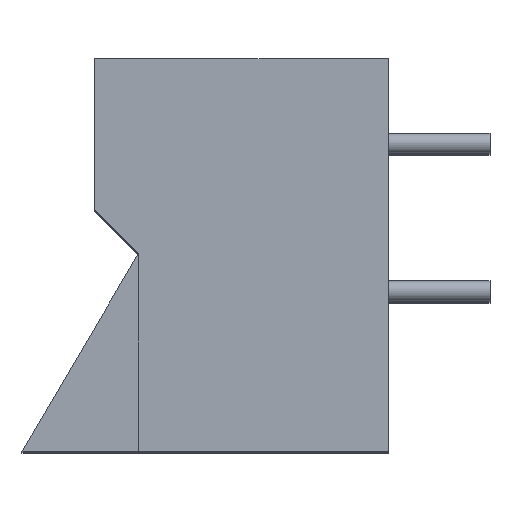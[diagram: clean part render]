
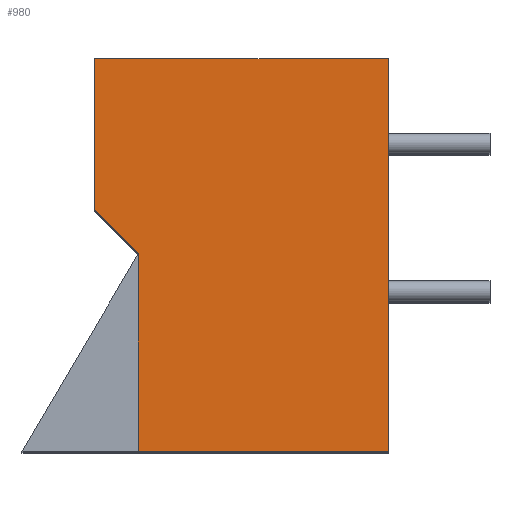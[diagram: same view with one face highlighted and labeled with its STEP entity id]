
A CAD part, top view. The second image highlights one B-rep face of the part: STEP entity #980.
In plain terms, the highlighted planar face has unit normal (0, 0, 1).
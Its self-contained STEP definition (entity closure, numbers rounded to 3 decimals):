
#980=ADVANCED_FACE('',(#1639),#1641,.T.);
#1639=FACE_BOUND('',#1640,.T.);
#1640=EDGE_LOOP('',(#2113,#2114,#2115,#2116,#2117,#2118));
#1641=PLANE('',#1642);
#1642=AXIS2_PLACEMENT_3D('',#1643,#1644,#1645);
#1643=CARTESIAN_POINT('',(0.,0.,0.));
#1644=DIRECTION('',(0.,0.,1.));
#1645=DIRECTION('',(1.,0.,0.));
#2113=ORIENTED_EDGE('',*,*,#2362,.T.);
#2114=ORIENTED_EDGE('',*,*,#2366,.T.);
#2115=ORIENTED_EDGE('',*,*,#2369,.T.);
#2116=ORIENTED_EDGE('',*,*,#2372,.T.);
#2117=ORIENTED_EDGE('',*,*,#2375,.T.);
#2118=ORIENTED_EDGE('',*,*,#2377,.T.);
#2362=EDGE_CURVE('',#2604,#2602,#2605,.T.);
#2366=EDGE_CURVE('',#2602,#2609,#2611,.T.);
#2369=EDGE_CURVE('',#2609,#2614,#2616,.T.);
#2372=EDGE_CURVE('',#2614,#2619,#2621,.T.);
#2375=EDGE_CURVE('',#2619,#2624,#2626,.T.);
#2377=EDGE_CURVE('',#2624,#2604,#2628,.T.);
#2602=VERTEX_POINT('',#3095);
#2604=VERTEX_POINT('',#3099);
#2605=LINE('',#3100,#3101);
#2609=VERTEX_POINT('',#3110);
#2611=LINE('',#3114,#3115);
#2614=VERTEX_POINT('',#3121);
#2616=LINE('',#3125,#3126);
#2619=VERTEX_POINT('',#3132);
#2621=LINE('',#3136,#3137);
#2624=VERTEX_POINT('',#3143);
#2626=LINE('',#3147,#3148);
#2628=LINE('',#3153,#3154);
#3095=CARTESIAN_POINT('',(10.1,0.,0.));
#3099=CARTESIAN_POINT('',(10.1,-13.513,0.));
#3100=CARTESIAN_POINT('',(10.1,-13.513,0.));
#3101=VECTOR('',#3102,1.);
#3102=DIRECTION('',(0.,1.,0.));
#3110=CARTESIAN_POINT('',(0.,0.,0.));
#3114=CARTESIAN_POINT('',(10.1,0.,0.));
#3115=VECTOR('',#3116,1.);
#3116=DIRECTION('',(-1.,0.,0.));
#3121=CARTESIAN_POINT('',(0.,-5.19,0.));
#3125=CARTESIAN_POINT('',(0.,0.,0.));
#3126=VECTOR('',#3127,1.);
#3127=DIRECTION('',(0.,-1.,0.));
#3132=CARTESIAN_POINT('',(1.5,-6.713,0.));
#3136=CARTESIAN_POINT('',(0.,-5.19,0.));
#3137=VECTOR('',#3138,1.);
#3138=DIRECTION('',(0.702,-0.712,0.));
#3143=CARTESIAN_POINT('',(1.5,-13.513,0.));
#3147=CARTESIAN_POINT('',(1.5,-6.713,0.));
#3148=VECTOR('',#3149,1.);
#3149=DIRECTION('',(0.,-1.,0.));
#3153=CARTESIAN_POINT('',(1.5,-13.513,0.));
#3154=VECTOR('',#3155,1.);
#3155=DIRECTION('',(1.,0.,0.));
